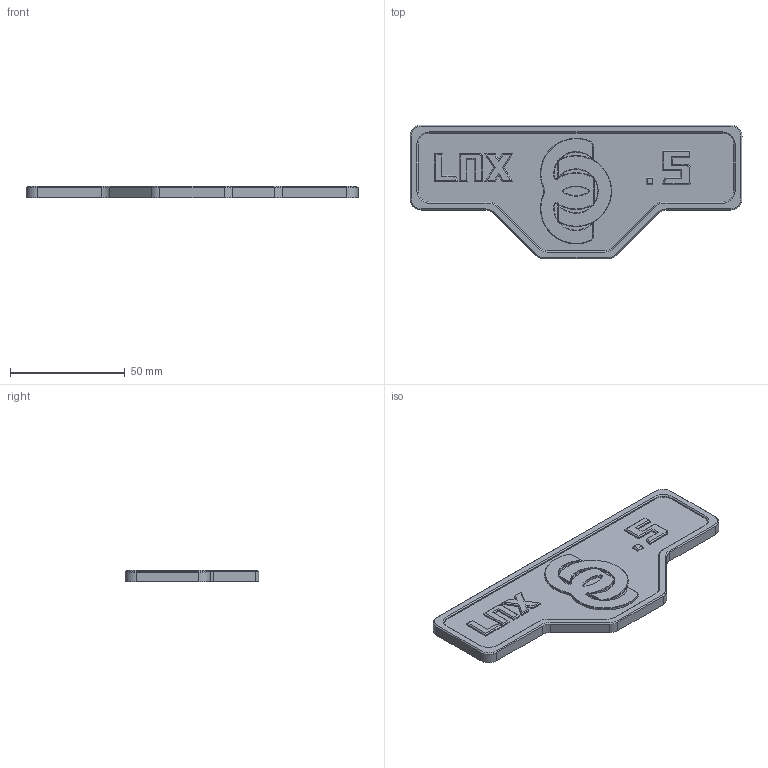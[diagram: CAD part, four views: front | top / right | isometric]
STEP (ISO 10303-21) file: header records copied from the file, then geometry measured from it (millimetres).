
FILE_DESCRIPTION(/* description */ ('','CAx-IF Rec.Pracs.---Representation and Presentation of Product Manufacturing Information (PMI)---4.0---2014-10-13'),/* implementation_level */ '2;1');
FILE_NAME(/* name */ 'Lineux Serial Plate v12.step',/* time_stamp */ '2025-02-22T23:18:27+07:00',/* author */ (''),/* organization */ (''),/* preprocessor_version */ 'ST-DEVELOPER v20',/* originating_system */ 'Autodesk Translation Framework v13.20.0.188',/* authorisation */ '');
FILE_SCHEMA (('AP242_MANAGED_MODEL_BASED_3D_ENGINEERING_MIM_LF { 1 0 10303 442 1 1 4 }'));
Length unit declared in the file: millimetre
Products named in the file (13): Lineux Serial Plate; Serial Plate; LNX; X; N; L; Number; .; 3; Lineux Logo; Lineux Logo Serial Red; Lineux Logo Serial Blue; Border
Assembly tree (12 placements, depth 3):
  Lineux Serial Plate
    Serial Plate
    LNX
      X
      N
      L
    Number
      .
      3
    Lineux Logo
      Lineux Logo Serial Red
      Lineux Logo Serial Blue
    Border
Bounding box: 144.43 x 58.21 x 5 mm (x, y, z)
Volume: 28318.6 mm3; surface area: 21381.9 mm2
Topology: 9 solids, 9 shells, 312 faces, 745 edges, 452 vertices
Faces by surface type: plane 195, cylinder 72, cone 33, bspline 12
Entity records: 9683 total; most frequent: CARTESIAN_POINT 2136, DIRECTION 1507, ORIENTED_EDGE 1490, EDGE_CURVE 745, LINE 527, VECTOR 527, AXIS2_PLACEMENT_3D 490, VERTEX_POINT 452
